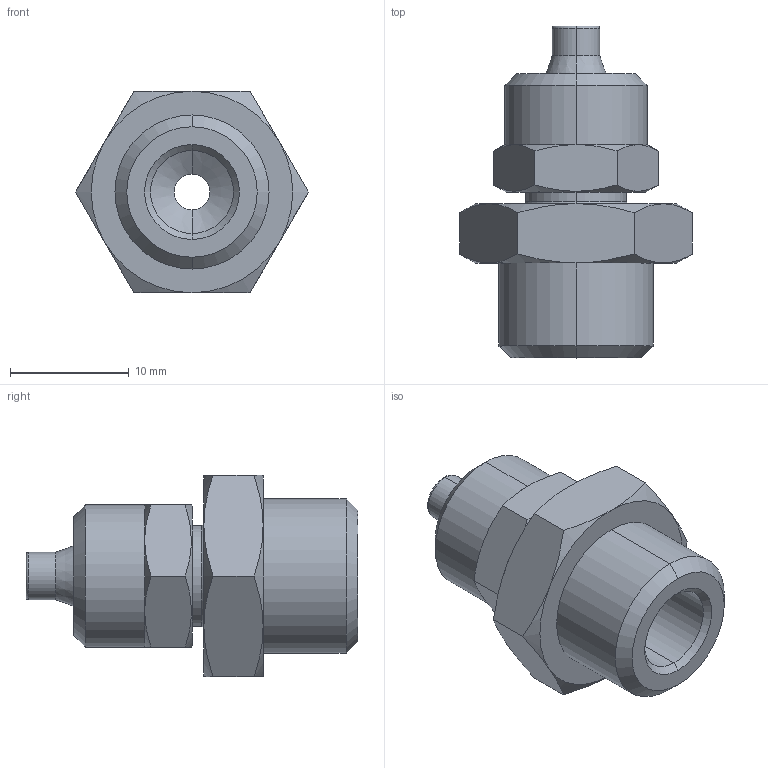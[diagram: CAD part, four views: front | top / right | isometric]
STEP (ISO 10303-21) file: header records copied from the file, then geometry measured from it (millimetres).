
FILE_DESCRIPTION(( 'MC.12.06.14-EPDM.STEP' ), '1');
FILE_NAME( 'MC.12.06.14-EPDM.STEP', '2018-10-01T15:44:23',( 'Sopra'),('sopra-pneumatic.com'), 'SwSTEP 2.0','SolidWorks 2009','' );
FILE_SCHEMA (( 'CONFIG_CONTROL_DESIGN' ));
Length unit declared in the file: millimetre
Products named in the file (1): 02020032
Bounding box: 19.63 x 28 x 17 mm (x, y, z)
Volume: 2998.6 mm3; surface area: 2071.9 mm2
Topology: 1 solids, 1 shells, 71 faces, 152 edges, 88 vertices
Faces by surface type: cone 32, plane 19, cylinder 16, torus 4
Entity records: 2137 total; most frequent: CARTESIAN_POINT 564, DIRECTION 318, ORIENTED_EDGE 304, EDGE_CURVE 152, AXIS2_PLACEMENT_3D 138, VERTEX_POINT 88, EDGE_LOOP 78, FACE_OUTER_BOUND 71
